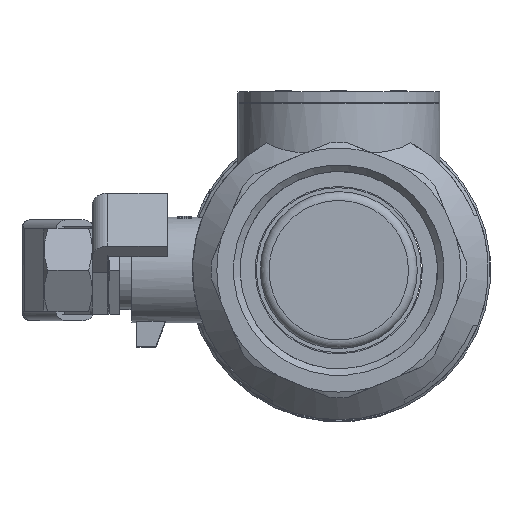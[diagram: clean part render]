
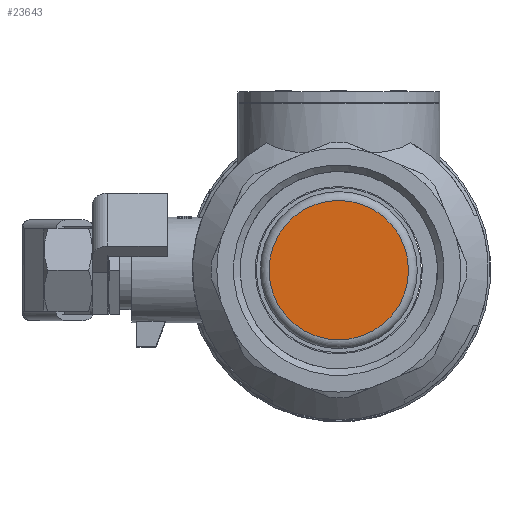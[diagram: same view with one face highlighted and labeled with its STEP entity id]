
A CAD part, left-side view. The second image highlights one B-rep face of the part: STEP entity #23643.
In plain terms, the highlighted planar face has unit normal (-1, 0, 0).
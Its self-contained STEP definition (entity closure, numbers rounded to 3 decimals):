
#1198=PLANE('',#25114);
#2360=CIRCLE('',#25115,15.85);
#2724=ORIENTED_EDGE('',*,*,#9964,.T.);
#9964=EDGE_CURVE('',#13588,#13588,#2360,.T.);
#13588=VERTEX_POINT('',#35184);
#20541=EDGE_LOOP('',(#2724));
#22036=FACE_BOUND('',#20541,.T.);
#23643=ADVANCED_FACE('',(#22036),#1198,.T.);
#25114=AXIS2_PLACEMENT_3D('',#35182,#27744,#27745);
#25115=AXIS2_PLACEMENT_3D('',#35183,#27746,#27747);
#27744=DIRECTION('',(-1.,0.,0.));
#27745=DIRECTION('',(0.,0.,1.));
#27746=DIRECTION('',(-1.,0.,0.));
#27747=DIRECTION('',(0.,1.,0.));
#35182=CARTESIAN_POINT('',(-14.935,8.925,0.));
#35183=CARTESIAN_POINT('',(-14.935,0.,0.));
#35184=CARTESIAN_POINT('',(-14.935,15.85,0.));
